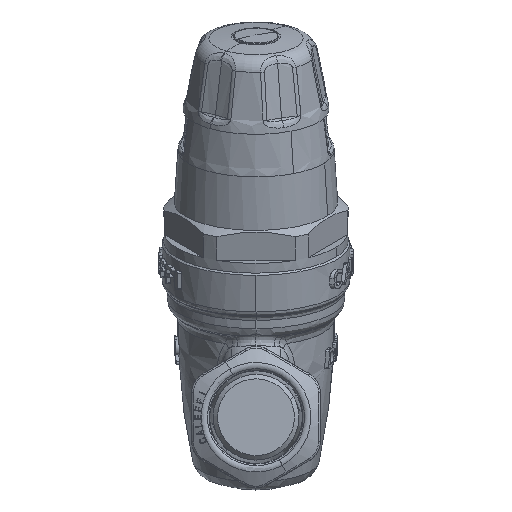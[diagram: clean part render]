
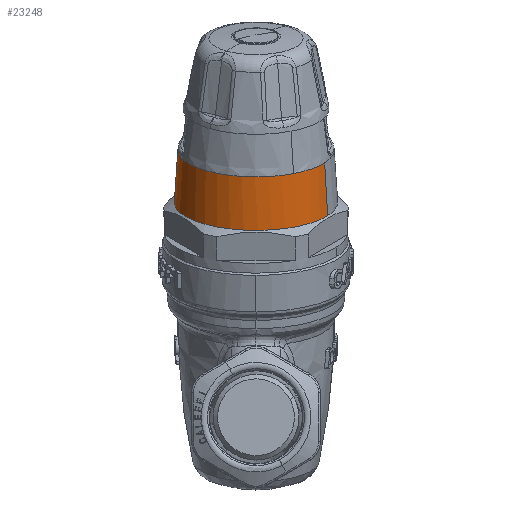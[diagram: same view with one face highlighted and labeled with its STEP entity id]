
A CAD part, front view. The second image highlights one B-rep face of the part: STEP entity #23248.
In plain terms, the highlighted face is a revolution surface.
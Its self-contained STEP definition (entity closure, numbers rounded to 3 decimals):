
#23158=CARTESIAN_POINT('Vertex',(20.623,-32.344,55.923)) ;
#23161=CARTESIAN_POINT('Axis2P3D Location',(0.,-21.757,59.776)) ;
#23165=CARTESIAN_POINT('Vertex',(-20.623,-11.17,63.63)) ;
#23205=CARTESIAN_POINT('Control Point',(-23.5,-21.757,59.776)) ;
#23206=CARTESIAN_POINT('Control Point',(-23.338,-23.584,64.796)) ;
#23207=CARTESIAN_POINT('Control Point',(-23.004,-25.409,69.811)) ;
#23208=CARTESIAN_POINT('Control Point',(-22.5,-27.229,74.811)) ;
#23209=CARTESIAN_POINT('Axis1P Location',(0.,-24.493,67.294)) ;
#23214=CARTESIAN_POINT('Control Point',(20.623,-32.344,55.923)) ;
#23215=CARTESIAN_POINT('Control Point',(20.481,-34.098,60.97)) ;
#23216=CARTESIAN_POINT('Control Point',(20.188,-35.773,66.039)) ;
#23217=CARTESIAN_POINT('Control Point',(19.746,-37.366,71.122)) ;
#23218=CARTESIAN_POINT('Vertex',(19.746,-37.366,71.122)) ;
#23221=CARTESIAN_POINT('Axis2P3D Location',(0.,-27.229,74.811)) ;
#23225=CARTESIAN_POINT('Vertex',(10.787,-45.784,68.058)) ;
#23228=CARTESIAN_POINT('Axis2P3D Location',(0.,-27.229,74.811)) ;
#23232=CARTESIAN_POINT('Vertex',(-19.746,-17.093,78.501)) ;
#23236=CARTESIAN_POINT('Control Point',(-20.623,-11.17,63.63)) ;
#23237=CARTESIAN_POINT('Control Point',(-20.481,-13.07,68.623)) ;
#23238=CARTESIAN_POINT('Control Point',(-20.188,-15.046,73.584)) ;
#23239=CARTESIAN_POINT('Control Point',(-19.746,-17.093,78.501)) ;
#23162=DIRECTION('Axis2P3D Direction',(0.,0.342,-0.94)) ;
#23210=DIRECTION('Axis1P Direction',(0.,0.342,-0.94)) ;
#23222=DIRECTION('Axis2P3D Direction',(0.,0.342,-0.94)) ;
#23229=DIRECTION('Axis2P3D Direction',(0.,0.342,-0.94)) ;
#23163=AXIS2_PLACEMENT_3D('Circle Axis2P3D',#23161,#23162,$) ;
#23223=AXIS2_PLACEMENT_3D('Circle Axis2P3D',#23221,#23222,$) ;
#23230=AXIS2_PLACEMENT_3D('Circle Axis2P3D',#23228,#23229,$) ;
#23242=ORIENTED_EDGE('',*,*,#23167,.F.) ;
#23243=ORIENTED_EDGE('',*,*,#23220,.T.) ;
#23244=ORIENTED_EDGE('',*,*,#23227,.F.) ;
#23245=ORIENTED_EDGE('',*,*,#23234,.F.) ;
#23246=ORIENTED_EDGE('',*,*,#23240,.F.) ;
#23248=ADVANCED_FACE('PartBody',(#23247),#23212,.F.) ;
#23211=AXIS1_PLACEMENT('Revolution Surface Axis1P',#23209,#23210) ;
#23204=B_SPLINE_CURVE_WITH_KNOTS('',3,(#23205,#23206,#23207,#23208),.UNSPECIFIED.,.F.,.U.,(4,4),(7.588,23.622),.UNSPECIFIED.) ;
#23213=B_SPLINE_CURVE_WITH_KNOTS('',3,(#23214,#23215,#23216,#23217),.UNSPECIFIED.,.F.,.U.,(4,4),(7.588,23.622),.UNSPECIFIED.) ;
#23235=B_SPLINE_CURVE_WITH_KNOTS('',3,(#23236,#23237,#23238,#23239),.UNSPECIFIED.,.F.,.U.,(4,4),(7.588,23.622),.UNSPECIFIED.) ;
#23164=CIRCLE('generated circle',#23163,23.5) ;
#23224=CIRCLE('generated circle',#23223,22.5) ;
#23231=CIRCLE('generated circle',#23230,22.5) ;
#23167=EDGE_CURVE('',#23159,#23166,#23164,.T.) ;
#23220=EDGE_CURVE('',#23159,#23219,#23213,.T.) ;
#23227=EDGE_CURVE('',#23226,#23219,#23224,.F.) ;
#23234=EDGE_CURVE('',#23233,#23226,#23231,.F.) ;
#23240=EDGE_CURVE('',#23166,#23233,#23235,.T.) ;
#23241=EDGE_LOOP('',(#23242,#23243,#23244,#23245,#23246)) ;
#23247=FACE_OUTER_BOUND('',#23241,.T.) ;
#23212=SURFACE_OF_REVOLUTION('Surface of Revolution',#23204,#23211) ;
#23159=VERTEX_POINT('',#23158) ;
#23166=VERTEX_POINT('',#23165) ;
#23219=VERTEX_POINT('',#23218) ;
#23226=VERTEX_POINT('',#23225) ;
#23233=VERTEX_POINT('',#23232) ;
